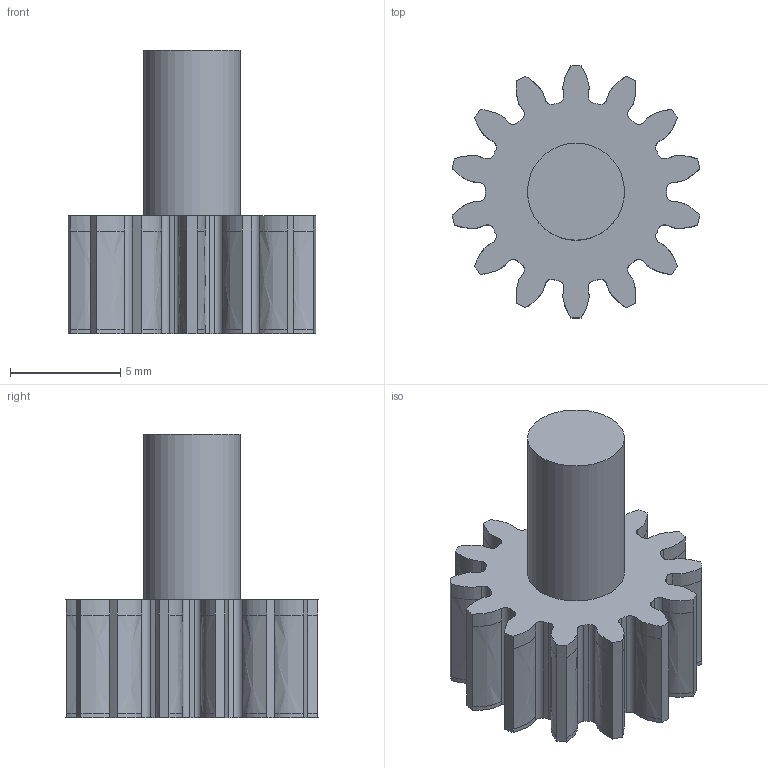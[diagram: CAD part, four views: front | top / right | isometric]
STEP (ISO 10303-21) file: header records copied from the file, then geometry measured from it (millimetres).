
FILE_DESCRIPTION(/* description */ (''),/* implementation_level */ '2;1');
FILE_NAME(/* name */ 'coupling gear.step',/* time_stamp */ '2020-06-08T16:49:46+02:00',/* author */ (''),/* organization */ (''),/* preprocessor_version */ 'ST-DEVELOPER v18.1',/* originating_system */ 'Autodesk Translation Framework v9.3.0.1241',/* authorisation */ '');
FILE_SCHEMA (('AUTOMOTIVE_DESIGN { 1 0 10303 214 3 1 1 }'));
Length unit declared in the file: millimetre
Products named in the file (1): coupling gear
Bounding box: 11.24 x 11.43 x 12.86 mm (x, y, z)
Volume: 448.5 mm3; surface area: 688 mm2
Topology: 1 solids, 1 shells, 146 faces, 426 edges, 284 vertices
Faces by surface type: bspline 84, cylinder 58, plane 4
Full cylindrical faces by diameter (mm): 3 x1, 4.4 x1
Entity records: 7070 total; most frequent: CARTESIAN_POINT 3517, ORIENTED_EDGE 852, DIRECTION 556, EDGE_CURVE 426, VERTEX_POINT 284, LINE 198, VECTOR 198, AXIS2_PLACEMENT_3D 179
